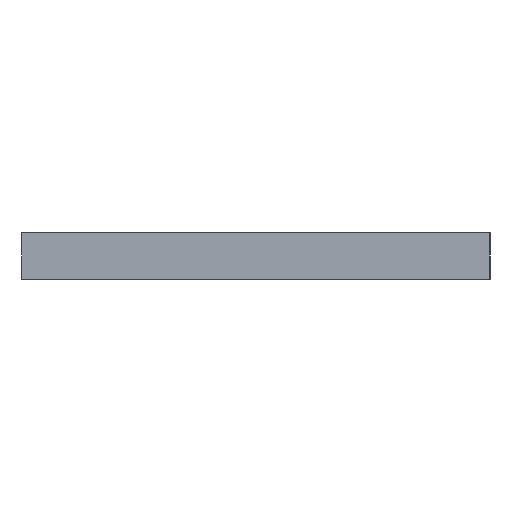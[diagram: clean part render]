
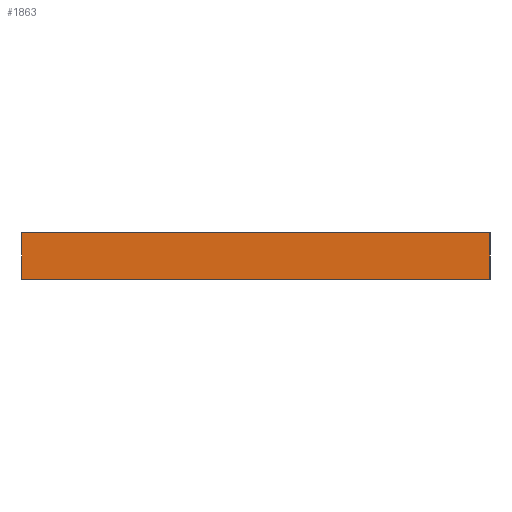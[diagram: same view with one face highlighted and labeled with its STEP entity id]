
A CAD part, left-side view. The second image highlights one B-rep face of the part: STEP entity #1863.
In plain terms, the highlighted planar face has unit normal (-1, 0, 0).
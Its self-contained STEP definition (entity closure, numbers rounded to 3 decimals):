
#227=ORIENTED_EDGE('',*,*,#573,.F.);
#228=ORIENTED_EDGE('',*,*,#623,.F.);
#229=ORIENTED_EDGE('',*,*,#624,.T.);
#230=ORIENTED_EDGE('',*,*,#625,.T.);
#573=EDGE_CURVE('',#771,#772,#903,.T.);
#623=EDGE_CURVE('',#821,#771,#907,.T.);
#624=EDGE_CURVE('',#821,#822,#908,.T.);
#625=EDGE_CURVE('',#822,#772,#909,.T.);
#771=VERTEX_POINT('',#2160);
#772=VERTEX_POINT('',#2161);
#821=VERTEX_POINT('',#2687);
#822=VERTEX_POINT('',#2689);
#903=LINE('',#2159,#977);
#907=LINE('',#2686,#981);
#908=LINE('',#2688,#982);
#909=LINE('',#2690,#983);
#977=VECTOR('',#1997,1000.);
#981=VECTOR('',#2003,1000.);
#982=VECTOR('',#2004,1000.);
#983=VECTOR('',#2005,1000.);
#1061=EDGE_LOOP('',(#227,#228,#229,#230));
#1157=FACE_BOUND('',#1061,.T.);
#1244=PLANE('',#1950);
#1863=ADVANCED_FACE('',(#1157),#1244,.T.);
#1950=AXIS2_PLACEMENT_3D('',#2685,#2001,#2002);
#1997=DIRECTION('',(0.,-1.,0.));
#2001=DIRECTION('',(-1.,0.,0.));
#2002=DIRECTION('',(0.,0.,1.));
#2003=DIRECTION('',(0.,0.,1.));
#2004=DIRECTION('',(0.,-1.,0.));
#2005=DIRECTION('',(0.,0.,1.));
#2159=CARTESIAN_POINT('',(-485.,100.,0.));
#2160=CARTESIAN_POINT('',(-485.,100.,0.));
#2161=CARTESIAN_POINT('',(-485.,-100.,0.));
#2685=CARTESIAN_POINT('',(-485.,100.,-20.));
#2686=CARTESIAN_POINT('',(-485.,100.,-20.));
#2687=CARTESIAN_POINT('',(-485.,100.,-20.));
#2688=CARTESIAN_POINT('',(-485.,100.,-20.));
#2689=CARTESIAN_POINT('',(-485.,-100.,-20.));
#2690=CARTESIAN_POINT('',(-485.,-100.,-20.));
